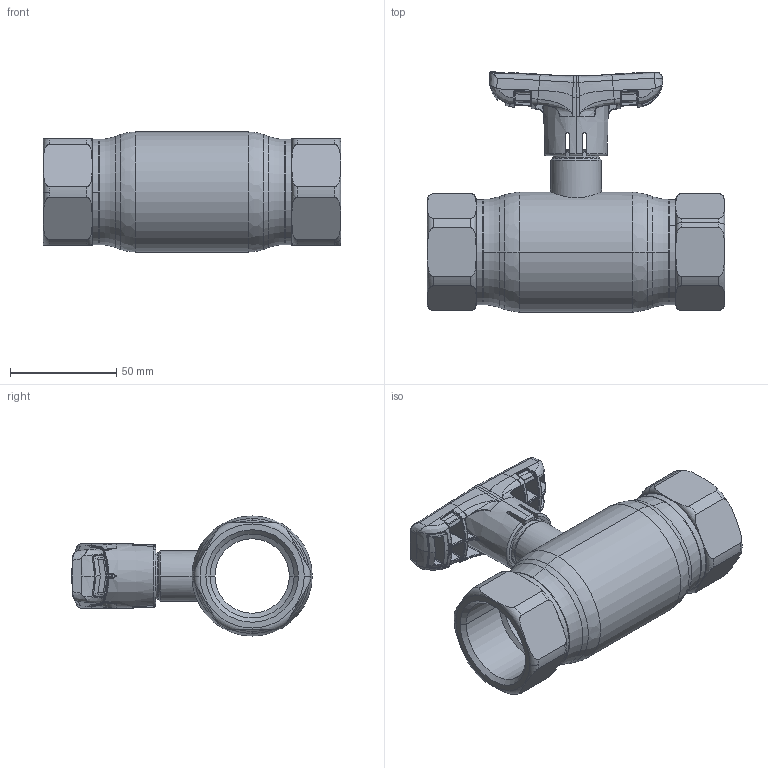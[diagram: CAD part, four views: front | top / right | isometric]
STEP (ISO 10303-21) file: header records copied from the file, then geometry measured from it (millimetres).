
FILE_DESCRIPTION (( 'STEP AP214' ), '1' );
FILE_NAME ('1032002000-1400.step', '2024-01-15T11:34:44', ( '' ), ( '' ), 'SwSTEP 2.0', 'SolidWorks 2021', '' );
FILE_SCHEMA (( 'AUTOMOTIVE_DESIGN' ));
Length unit declared in the file: millimetre
Products named in the file (1): 1032002000-1400
Bounding box: 140 x 113.08 x 56.5 mm (x, y, z)
Surface area: 49723.3 mm2 (no closed solid volume)
Topology: 0 solids, 10 shells, 643 faces, 1899 edges, 1203 vertices
Faces by surface type: bspline 473, plane 59, cylinder 52, torus 35, cone 20, sphere 4
Entity records: 56340 total; most frequent: CARTESIAN_POINT 36602, ORIENTED_EDGE 3294, EDGE_CURVE 1887, DIRECTION 1338, B_SPLINE_CURVE_WITH_KNOTS 1299, VERTEX_POINT 1200, EDGE_LOOP 653, UNCERTAINTY_MEASURE_WITH_UNIT 642
